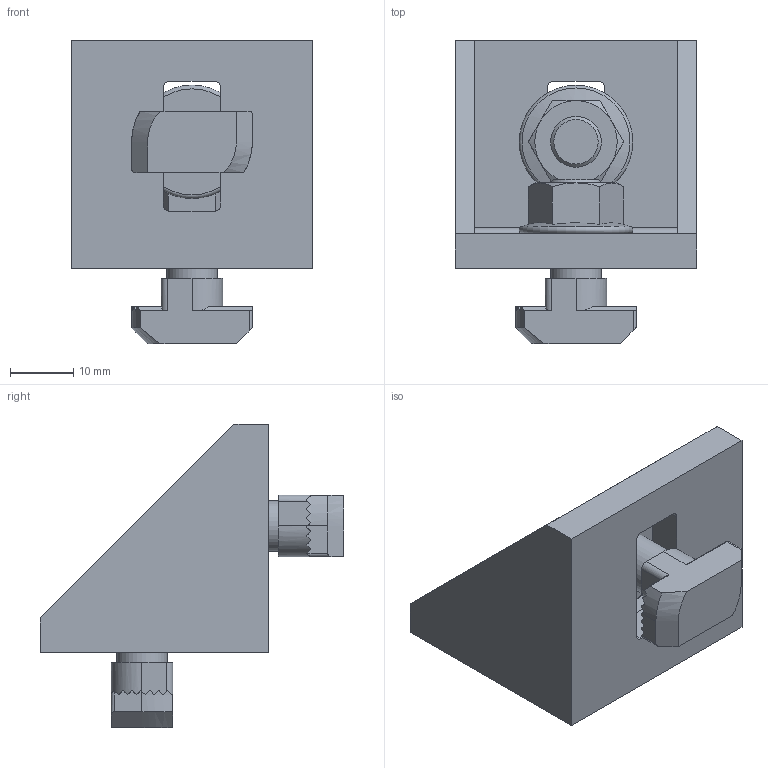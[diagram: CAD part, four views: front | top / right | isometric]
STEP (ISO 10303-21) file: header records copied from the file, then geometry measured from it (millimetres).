
FILE_DESCRIPTION(('STEP AP203'),'1');
FILE_NAME('FIXE10B1233.stp','2023-10-17T12:59:36',(' '),(' '),'Spatial InterOp 3D',' ',' ');
FILE_SCHEMA(('CONFIG_CONTROL_DESIGN'));
Length unit declared in the file: millimetre
Products named in the file (4): Kit équerre 10 40x40x40; Ecrou rondelle M8; Vis tête marteau 10 M8x20 Ht 4.5; Equerre 10 40x40x40 Al brut
Assembly tree (5 placements, depth 2):
  Kit équerre 10 40x40x40
    Ecrou rondelle M8  x2
    Vis tête marteau 10 M8x20 Ht 4.5  x2
    Equerre 10 40x40x40 Al brut
Bounding box: 38 x 47.8 x 47.8 mm (x, y, z)
Volume: 20910.2 mm3; surface area: 12069.3 mm2
Topology: 5 solids, 5 shells, 221 faces, 609 edges, 400 vertices
Faces by surface type: plane 170, cylinder 29, cone 16, bspline 4, torus 2
Full cylindrical faces by diameter (mm): 6.8 x2, 8 x2
Entity records: 4807 total; most frequent: CARTESIAN_POINT 856, DIRECTION 678, ORIENTED_EDGE 676, EDGE_CURVE 338, AXIS2_PLACEMENT_3D 236, VERTEX_POINT 225, LINE 206, VECTOR 206
